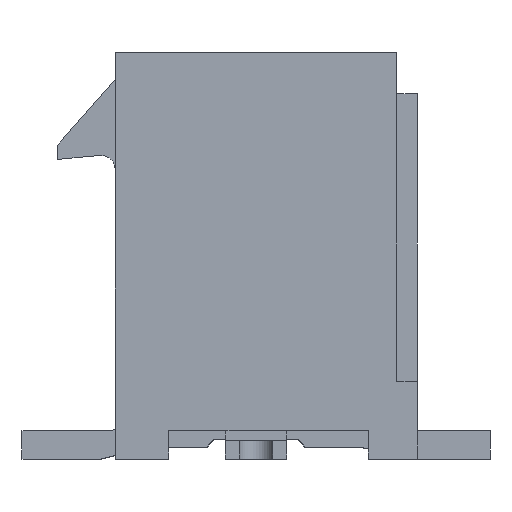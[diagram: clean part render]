
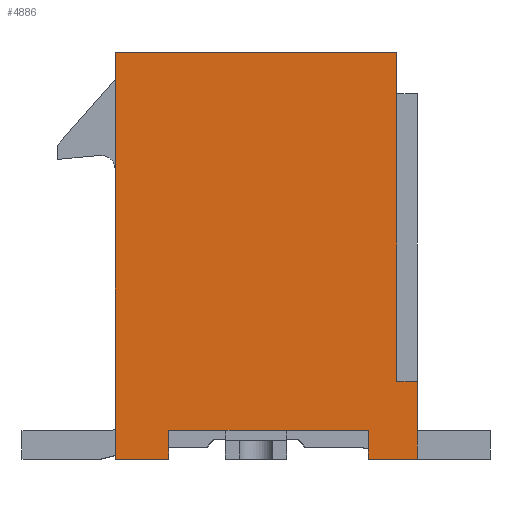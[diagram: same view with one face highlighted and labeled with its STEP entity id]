
A CAD part, front view. The second image highlights one B-rep face of the part: STEP entity #4886.
In plain terms, the highlighted face is planar.
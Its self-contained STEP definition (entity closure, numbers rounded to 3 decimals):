
#565=ORIENTED_EDGE('',*,*,#1824,.F.);
#566=ORIENTED_EDGE('',*,*,#1822,.F.);
#567=ORIENTED_EDGE('',*,*,#1918,.F.);
#568=ORIENTED_EDGE('',*,*,#1919,.F.);
#569=ORIENTED_EDGE('',*,*,#1907,.T.);
#570=ORIENTED_EDGE('',*,*,#1598,.T.);
#571=ORIENTED_EDGE('',*,*,#1920,.T.);
#572=ORIENTED_EDGE('',*,*,#1790,.F.);
#573=ORIENTED_EDGE('',*,*,#1794,.F.);
#574=ORIENTED_EDGE('',*,*,#1735,.F.);
#1598=EDGE_CURVE('',#2311,#2310,#2782,.T.);
#1735=EDGE_CURVE('',#2435,#2436,#2911,.T.);
#1790=EDGE_CURVE('',#2485,#2486,#2966,.T.);
#1794=EDGE_CURVE('',#2436,#2485,#2970,.T.);
#1822=EDGE_CURVE('',#2509,#2503,#2998,.T.);
#1824=EDGE_CURVE('',#2503,#2435,#2999,.T.);
#1907=EDGE_CURVE('',#2570,#2311,#3082,.T.);
#1918=EDGE_CURVE('',#2575,#2509,#3093,.T.);
#1919=EDGE_CURVE('',#2570,#2575,#3094,.T.);
#1920=EDGE_CURVE('',#2310,#2486,#3095,.T.);
#2310=VERTEX_POINT('',#6973);
#2311=VERTEX_POINT('',#6975);
#2435=VERTEX_POINT('',#7250);
#2436=VERTEX_POINT('',#7252);
#2485=VERTEX_POINT('',#7361);
#2486=VERTEX_POINT('',#7363);
#2503=VERTEX_POINT('',#7411);
#2509=VERTEX_POINT('',#7423);
#2570=VERTEX_POINT('',#7578);
#2575=VERTEX_POINT('',#7596);
#2782=LINE('',#6974,#3462);
#2911=LINE('',#7251,#3591);
#2966=LINE('',#7362,#3646);
#2970=LINE('',#7369,#3650);
#2998=LINE('',#7424,#3678);
#2999=LINE('',#7427,#3679);
#3082=LINE('',#7577,#3762);
#3093=LINE('',#7597,#3773);
#3094=LINE('',#7599,#3774);
#3095=LINE('',#7600,#3775);
#3462=VECTOR('',#5661,1000.);
#3591=VECTOR('',#5836,1000.);
#3646=VECTOR('',#5903,1000.);
#3650=VECTOR('',#5909,1000.);
#3678=VECTOR('',#5947,1000.);
#3679=VECTOR('',#5952,1000.);
#3762=VECTOR('',#6049,1000.);
#3773=VECTOR('',#6066,1000.);
#3774=VECTOR('',#6069,1000.);
#3775=VECTOR('',#6070,1000.);
#4143=EDGE_LOOP('',(#565,#566,#567,#568,#569,#570,#571,#572,#573,#574));
#4411=FACE_BOUND('',#4143,.T.);
#4657=PLANE('',#5347);
#4886=ADVANCED_FACE('',(#4411),#4657,.T.);
#5347=AXIS2_PLACEMENT_3D('',#7598,#6067,#6068);
#5661=DIRECTION('',(0.,0.,1.));
#5836=DIRECTION('',(0.,0.,1.));
#5903=DIRECTION('',(0.,0.,1.));
#5909=DIRECTION('',(0.,1.,0.));
#5947=DIRECTION('',(0.,0.,1.));
#5952=DIRECTION('',(0.,-1.,0.));
#6049=DIRECTION('',(0.,-1.,0.));
#6066=DIRECTION('',(0.,1.,0.));
#6067=DIRECTION('',(-1.,0.,0.));
#6068=DIRECTION('',(0.,0.,1.));
#6069=DIRECTION('',(0.,0.,-1.));
#6070=DIRECTION('',(0.,1.,0.));
#6973=CARTESIAN_POINT('',(-6.35,-4.95,3.68));
#6974=CARTESIAN_POINT('',(-6.35,-4.95,-3.68));
#6975=CARTESIAN_POINT('',(-6.35,-4.95,-3.18));
#7250=CARTESIAN_POINT('',(-6.35,4.25,-2.48));
#7251=CARTESIAN_POINT('',(-6.35,4.25,-2.48));
#7252=CARTESIAN_POINT('',(-6.35,4.25,2.37));
#7361=CARTESIAN_POINT('',(-6.35,4.95,2.37));
#7362=CARTESIAN_POINT('',(-6.35,4.95,-3.68));
#7363=CARTESIAN_POINT('',(-6.35,4.95,3.68));
#7369=CARTESIAN_POINT('',(-6.35,4.25,2.37));
#7411=CARTESIAN_POINT('',(-6.35,4.95,-2.48));
#7423=CARTESIAN_POINT('',(-6.35,4.95,-3.68));
#7424=CARTESIAN_POINT('',(-6.35,4.95,-3.68));
#7427=CARTESIAN_POINT('',(-6.35,4.95,-2.48));
#7577=CARTESIAN_POINT('',(-6.35,-4.95,-3.18));
#7578=CARTESIAN_POINT('',(-6.35,3.05,-3.18));
#7596=CARTESIAN_POINT('',(-6.35,3.05,-3.68));
#7597=CARTESIAN_POINT('',(-6.35,-4.95,-3.68));
#7598=CARTESIAN_POINT('',(-6.35,-4.95,-3.68));
#7599=CARTESIAN_POINT('',(-6.35,3.05,-3.18));
#7600=CARTESIAN_POINT('',(-6.35,-4.95,3.68));
